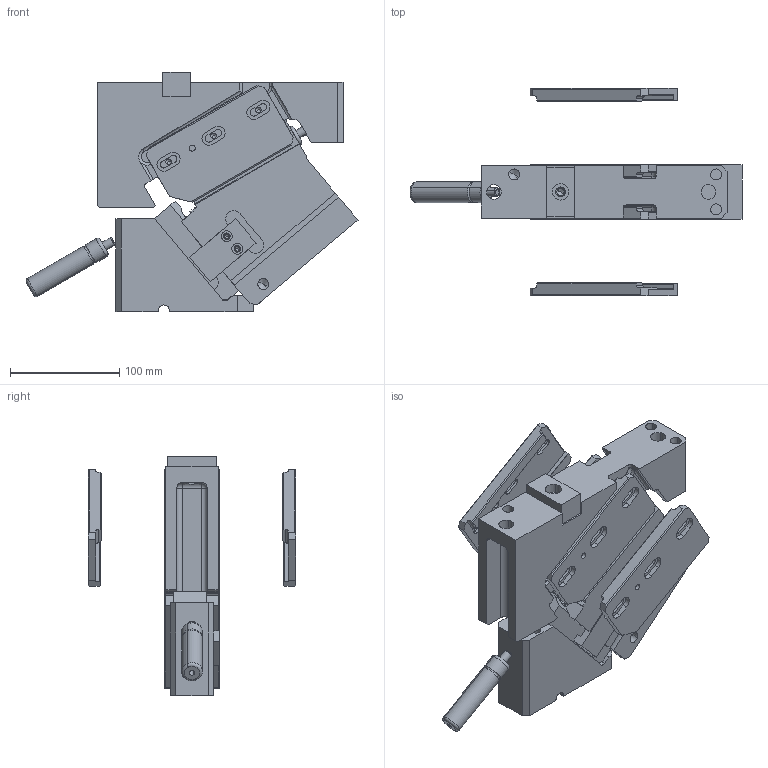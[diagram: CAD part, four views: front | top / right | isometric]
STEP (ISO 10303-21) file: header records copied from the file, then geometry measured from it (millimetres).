
FILE_DESCRIPTION(('CATIA V5 STEP Exchange','CAx-IF Rec.Pracs.--- Model Styling and Organization---1.4--- 2014-01-23'),'2;1');
FILE_NAME('ES_OT_0050_50__IND_04__29010__SCHIEBERADAPTER_PART__2018_01_19__LACK.stp','2018-02-19T14:11:32+00:00',('none'),('none'),'CATIA Version 5-6 Release 2016 SP3 HF35','CATIA V5 STEP AP214','none');
FILE_SCHEMA(('AUTOMOTIVE_DESIGN { 1 0 10303 214 1 1 1 1 }'));
Length unit declared in the file: millimetre
Products named in the file (1): ES_OT_0050_50__IND_04__29010__SCHIEBERADAPTER_PART__2018_01_19__LACK
Bounding box: 304.11 x 190 x 219 mm (x, y, z)
Volume: 1798851.8 mm3; surface area: 289130.8 mm2
Topology: 7 solids, 10 shells, 789 faces, 2067 edges, 1311 vertices
Faces by surface type: plane 411, cylinder 282, cone 58, torus 36, sphere 2
Entity records: 23100 total; most frequent: CARTESIAN_POINT 5061, ORIENTED_EDGE 4038, DIRECTION 2993, EDGE_CURVE 2019, VERTEX_POINT 1305, VECTOR 1215, LINE 1215, AXIS2_PLACEMENT_3D 1188
